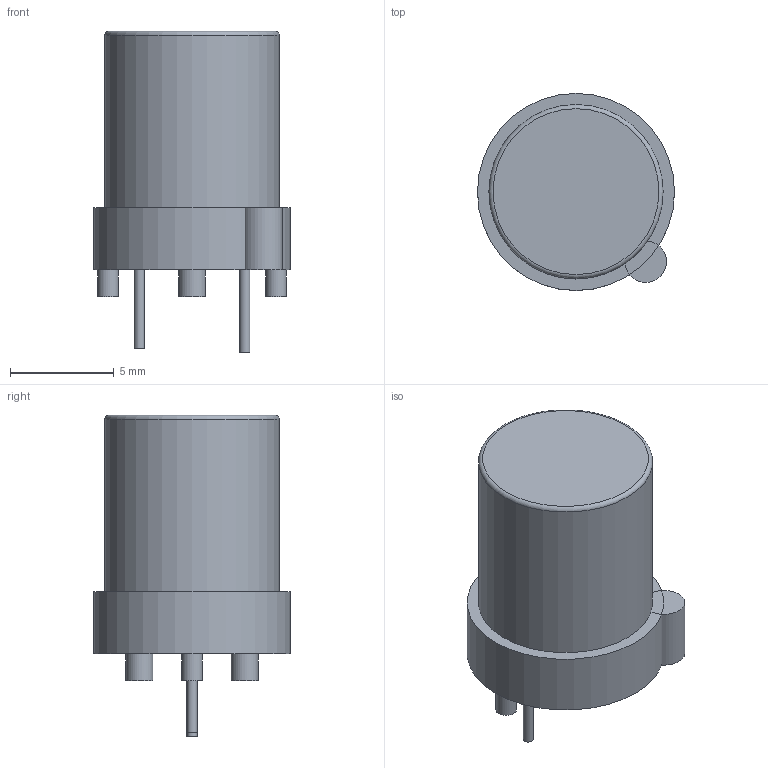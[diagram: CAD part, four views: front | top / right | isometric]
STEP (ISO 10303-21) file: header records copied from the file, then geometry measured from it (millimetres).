
FILE_DESCRIPTION(('FreeCAD Model'),'2;1');
FILE_NAME('Open CASCADE Shape Model','2024-06-12T19:18:13',(''),(''), 'Open CASCADE STEP processor 7.6','FreeCAD','Unknown');
FILE_SCHEMA(('AUTOMOTIVE_DESIGN { 1 0 10303 214 1 1 1 1 }'));
Length unit declared in the file: millimetre
Products named in the file (9): mxt250_with_socket; Body - Pin 2; Body - Fuse; Body - Socket tap; Body - Distance tap 1; Body - Distance tap 2; Body - Distance tap 3; Body - Distance tap 4; Body - Pin 1
Assembly tree (8 placements, depth 2):
  mxt250_with_socket
    Body - Pin 2
    Body - Fuse
    Body - Socket tap
    Body - Distance tap 1
    Body - Distance tap 2
    Body - Distance tap 3
    Body - Distance tap 4
    Body - Pin 1
Bounding box: 9.5 x 9.5 x 15.5 mm (x, y, z)
Volume: 700.4 mm3; surface area: 522.2 mm2
Topology: 8 solids, 8 shells, 27 faces, 29 edges, 19 vertices
Faces by surface type: plane 17, cylinder 9, torus 1
Full cylindrical faces by diameter (mm): 0.5 x2, 1 x2, 1.3 x2, 2 x1, 8.4 x1, 9.5 x1
Entity records: 739 total; most frequent: DIRECTION 121, CARTESIAN_POINT 84, ORIENTED_EDGE 58, AXIS2_PLACEMENT_3D 56, EDGE_CURVE 29, FACE_BOUND 28, EDGE_LOOP 28, ADVANCED_FACE 27
